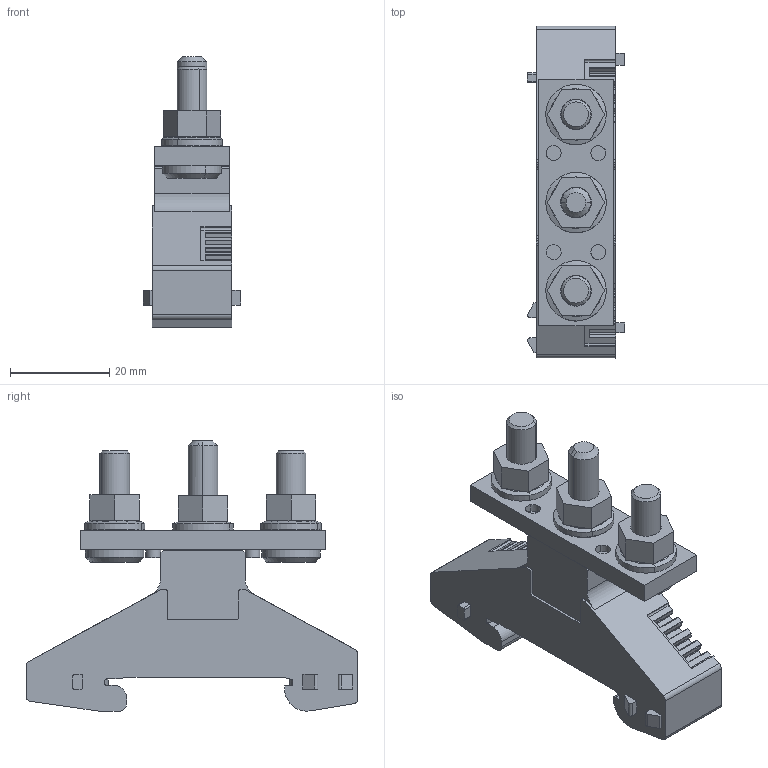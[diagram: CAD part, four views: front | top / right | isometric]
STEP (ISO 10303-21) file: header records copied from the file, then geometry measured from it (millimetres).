
FILE_DESCRIPTION(('CATIA V5 STEP Exchange','CAx-IF Rec.Pracs.--- Model Styling and Organization---1.4--- 2014-01-23'),'2;1');
FILE_NAME ('346340_4_1789770000_1789770000.stp','2023-07-18T06:55:09+00:00',('none'),('Weidmueller'),'CATIA Version 5-6 Release 2016 SP3 HF44','CATIA V5 STEP AP214','none');
FILE_SCHEMA(('AUTOMOTIVE_DESIGN { 1 0 10303 214 1 1 1 1 }'));
Length unit declared in the file: millimetre
Products named in the file (1): 1789770000
Bounding box: 19.6 x 67 x 54.55 mm (x, y, z)
Volume: 24950.1 mm3; surface area: 11691.2 mm2
Topology: 4 solids, 4 shells, 527 faces, 1640 edges, 1089 vertices
Faces by surface type: plane 365, cylinder 116, cone 29, torus 13, extrusion 4
Entity records: 18555 total; most frequent: CARTESIAN_POINT 3980, ORIENTED_EDGE 3280, DIRECTION 2546, EDGE_CURVE 1640, VECTOR 1205, LINE 1201, VERTEX_POINT 1089, AXIS2_PLACEMENT_3D 861
